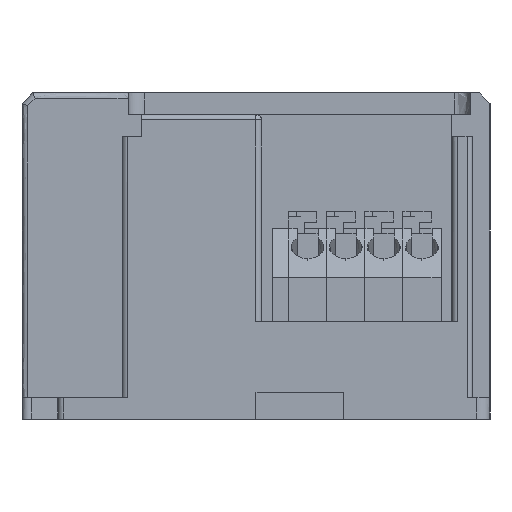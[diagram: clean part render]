
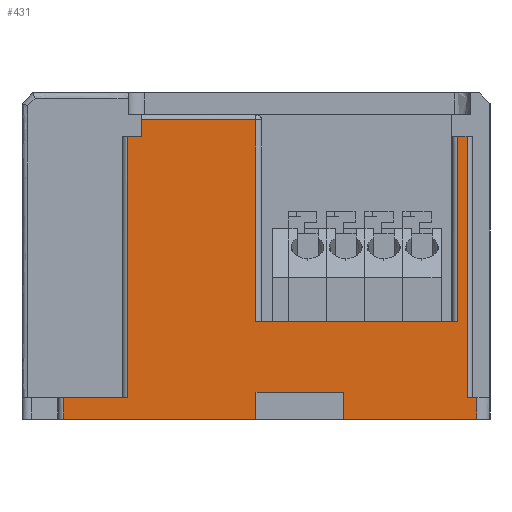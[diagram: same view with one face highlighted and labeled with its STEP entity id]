
A CAD part, left-side view. The second image highlights one B-rep face of the part: STEP entity #431.
In plain terms, the highlighted planar face has unit normal (-1, 0, 0).
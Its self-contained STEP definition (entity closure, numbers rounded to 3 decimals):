
#431=ADVANCED_FACE('',(#1124),#10865,.T.);
#1124=FACE_OUTER_BOUND('',#1832,.T.);
#1832=EDGE_LOOP('',(#3921,#3922,#3923,#3924,#3925,#3926,#3927,#3928,#3929,
#3930,#3931,#3932,#3933,#3934,#3935,#3936,#3937,#3938));
#3921=ORIENTED_EDGE('',*,*,#6706,.T.);
#3922=ORIENTED_EDGE('',*,*,#6707,.T.);
#3923=ORIENTED_EDGE('',*,*,#6638,.F.);
#3924=ORIENTED_EDGE('',*,*,#6708,.T.);
#3925=ORIENTED_EDGE('',*,*,#6613,.F.);
#3926=ORIENTED_EDGE('',*,*,#6709,.T.);
#3927=ORIENTED_EDGE('',*,*,#6504,.F.);
#3928=ORIENTED_EDGE('',*,*,#6516,.T.);
#3929=ORIENTED_EDGE('',*,*,#6521,.F.);
#3930=ORIENTED_EDGE('',*,*,#6519,.T.);
#3931=ORIENTED_EDGE('',*,*,#6512,.F.);
#3932=ORIENTED_EDGE('',*,*,#6710,.T.);
#3933=ORIENTED_EDGE('',*,*,#6623,.F.);
#3934=ORIENTED_EDGE('',*,*,#6711,.T.);
#3935=ORIENTED_EDGE('',*,*,#6647,.F.);
#3936=ORIENTED_EDGE('',*,*,#6712,.T.);
#3937=ORIENTED_EDGE('',*,*,#6713,.T.);
#3938=ORIENTED_EDGE('',*,*,#6714,.T.);
#6504=EDGE_CURVE('',#9872,#9873,#8215,.T.);
#6512=EDGE_CURVE('',#9892,#9893,#8223,.T.);
#6516=EDGE_CURVE('',#9872,#9895,#8227,.T.);
#6519=EDGE_CURVE('',#9897,#9893,#8230,.T.);
#6521=EDGE_CURVE('',#9897,#9895,#8232,.T.);
#6613=EDGE_CURVE('',#9982,#9983,#8320,.T.);
#6623=EDGE_CURVE('',#10004,#10005,#8330,.T.);
#6638=EDGE_CURVE('',#10022,#10023,#8345,.T.);
#6647=EDGE_CURVE('',#10035,#10036,#8354,.T.);
#6706=EDGE_CURVE('',#10067,#10068,#8398,.T.);
#6707=EDGE_CURVE('',#10068,#10023,#8399,.T.);
#6708=EDGE_CURVE('',#10022,#9983,#8400,.T.);
#6709=EDGE_CURVE('',#9982,#9873,#8401,.T.);
#6710=EDGE_CURVE('',#9892,#10005,#8402,.T.);
#6711=EDGE_CURVE('',#10004,#10036,#8403,.T.);
#6712=EDGE_CURVE('',#10035,#10069,#8404,.T.);
#6713=EDGE_CURVE('',#10069,#10070,#8405,.T.);
#6714=EDGE_CURVE('',#10070,#10067,#8406,.T.);
#8215=B_SPLINE_CURVE_WITH_KNOTS('',1,(#16161,#16162),.UNSPECIFIED.,.F.,
 .F.,(2,2),(1.3,18.994),.UNSPECIFIED.);
#8223=B_SPLINE_CURVE_WITH_KNOTS('',1,(#16177,#16178),.UNSPECIFIED.,.F.,
 .F.,(2,2),(129.756,142.056),.UNSPECIFIED.);
#8227=B_SPLINE_CURVE_WITH_KNOTS('',1,(#16185,#16186),.UNSPECIFIED.,.F.,
 .F.,(2,2),(0.,2.5),.UNSPECIFIED.);
#8230=B_SPLINE_CURVE_WITH_KNOTS('',1,(#16191,#16192),.UNSPECIFIED.,.F.,
 .F.,(2,2),(0.,2.5),.UNSPECIFIED.);
#8232=B_SPLINE_CURVE_WITH_KNOTS('',1,(#16195,#16196),.UNSPECIFIED.,.F.,
 .F.,(2,2),(0.,8.),.UNSPECIFIED.);
#8320=B_SPLINE_CURVE_WITH_KNOTS('',1,(#16403,#16404),.UNSPECIFIED.,.F.,
 .F.,(2,2),(0.,5.894),.UNSPECIFIED.);
#8330=B_SPLINE_CURVE_WITH_KNOTS('',1,(#16423,#16424),.UNSPECIFIED.,.F.,
 .F.,(2,2),(0.,0.9),.UNSPECIFIED.);
#8345=B_SPLINE_CURVE_WITH_KNOTS('',1,(#16453,#16454),.UNSPECIFIED.,.F.,
 .F.,(2,2),(0.,1.3),.UNSPECIFIED.);
#8354=B_SPLINE_CURVE_WITH_KNOTS('',1,(#16471,#16472),.UNSPECIFIED.,.F.,
 .F.,(2,2),(0.,0.9),.UNSPECIFIED.);
#8398=B_SPLINE_CURVE_WITH_KNOTS('',1,(#16604,#16605),.UNSPECIFIED.,.F.,
 .F.,(2,2),(0.,10.5),.UNSPECIFIED.);
#8399=B_SPLINE_CURVE_WITH_KNOTS('',1,(#16606,#16607),.UNSPECIFIED.,.F.,
 .F.,(2,2),(0.,1.5),.UNSPECIFIED.);
#8400=B_SPLINE_CURVE_WITH_KNOTS('',1,(#16608,#16609),.UNSPECIFIED.,.F.,
 .F.,(2,2),(0.,24.),.UNSPECIFIED.);
#8401=B_SPLINE_CURVE_WITH_KNOTS('',1,(#16610,#16611),.UNSPECIFIED.,.F.,
 .F.,(2,2),(0.,2.),.UNSPECIFIED.);
#8402=B_SPLINE_CURVE_WITH_KNOTS('',1,(#16612,#16613),.UNSPECIFIED.,.F.,
 .F.,(2,2),(0.,2.),.UNSPECIFIED.);
#8403=B_SPLINE_CURVE_WITH_KNOTS('',1,(#16614,#16615),.UNSPECIFIED.,.F.,
 .F.,(2,2),(0.,24.),.UNSPECIFIED.);
#8404=B_SPLINE_CURVE_WITH_KNOTS('',1,(#16616,#16617),.UNSPECIFIED.,.F.,
 .F.,(2,2),(0.,17.),.UNSPECIFIED.);
#8405=B_SPLINE_CURVE_WITH_KNOTS('',1,(#16618,#16619),.UNSPECIFIED.,.F.,
 .F.,(2,2),(0.,18.5),.UNSPECIFIED.);
#8406=B_SPLINE_CURVE_WITH_KNOTS('',1,(#16620,#16621),.UNSPECIFIED.,.F.,
 .F.,(2,2),(0.,18.5),.UNSPECIFIED.);
#9872=VERTEX_POINT('',#15947);
#9873=VERTEX_POINT('',#15948);
#9892=VERTEX_POINT('',#15967);
#9893=VERTEX_POINT('',#15968);
#9895=VERTEX_POINT('',#15970);
#9897=VERTEX_POINT('',#15972);
#9982=VERTEX_POINT('',#16057);
#9983=VERTEX_POINT('',#16058);
#10004=VERTEX_POINT('',#16079);
#10005=VERTEX_POINT('',#16080);
#10022=VERTEX_POINT('',#16097);
#10023=VERTEX_POINT('',#16098);
#10035=VERTEX_POINT('',#16110);
#10036=VERTEX_POINT('',#16111);
#10067=VERTEX_POINT('',#16142);
#10068=VERTEX_POINT('',#16143);
#10069=VERTEX_POINT('',#16144);
#10070=VERTEX_POINT('',#16145);
#10865=PLANE('',#11528);
#11528=AXIS2_PLACEMENT_3D('',#15741,#12044,$);
#12044=DIRECTION('',(-1.,0.,0.));
#15741=CARTESIAN_POINT('',(-48.5,32.694,-15.));
#15947=CARTESIAN_POINT('',(-48.5,15.,-15.));
#15948=CARTESIAN_POINT('',(-48.5,32.694,-15.));
#15967=CARTESIAN_POINT('',(-48.5,-5.3,-15.));
#15968=CARTESIAN_POINT('',(-48.5,7.,-15.));
#15970=CARTESIAN_POINT('',(-48.5,15.,-12.5));
#15972=CARTESIAN_POINT('',(-48.5,7.,-12.5));
#16057=CARTESIAN_POINT('',(-48.5,32.694,-13.));
#16058=CARTESIAN_POINT('',(-48.5,26.8,-13.));
#16079=CARTESIAN_POINT('',(-48.5,-4.4,-13.));
#16080=CARTESIAN_POINT('',(-48.5,-5.3,-13.));
#16097=CARTESIAN_POINT('',(-48.5,26.8,11.));
#16098=CARTESIAN_POINT('',(-48.5,25.5,11.));
#16110=CARTESIAN_POINT('',(-48.5,-3.5,11.));
#16111=CARTESIAN_POINT('',(-48.5,-4.4,11.));
#16142=CARTESIAN_POINT('',(-48.5,15.,12.5));
#16143=CARTESIAN_POINT('',(-48.5,25.5,12.5));
#16144=CARTESIAN_POINT('',(-48.5,-3.5,-6.));
#16145=CARTESIAN_POINT('',(-48.5,15.,-6.));
#16161=CARTESIAN_POINT('',(-48.5,15.,-15.));
#16162=CARTESIAN_POINT('',(-48.5,32.694,-15.));
#16177=CARTESIAN_POINT('',(-48.5,-5.3,-15.));
#16178=CARTESIAN_POINT('',(-48.5,7.,-15.));
#16185=CARTESIAN_POINT('',(-48.5,15.,-15.));
#16186=CARTESIAN_POINT('',(-48.5,15.,-12.5));
#16191=CARTESIAN_POINT('',(-48.5,7.,-12.5));
#16192=CARTESIAN_POINT('',(-48.5,7.,-15.));
#16195=CARTESIAN_POINT('',(-48.5,7.,-12.5));
#16196=CARTESIAN_POINT('',(-48.5,15.,-12.5));
#16403=CARTESIAN_POINT('',(-48.5,32.694,-13.));
#16404=CARTESIAN_POINT('',(-48.5,26.8,-13.));
#16423=CARTESIAN_POINT('',(-48.5,-4.4,-13.));
#16424=CARTESIAN_POINT('',(-48.5,-5.3,-13.));
#16453=CARTESIAN_POINT('',(-48.5,26.8,11.));
#16454=CARTESIAN_POINT('',(-48.5,25.5,11.));
#16471=CARTESIAN_POINT('',(-48.5,-3.5,11.));
#16472=CARTESIAN_POINT('',(-48.5,-4.4,11.));
#16604=CARTESIAN_POINT('',(-48.5,15.,12.5));
#16605=CARTESIAN_POINT('',(-48.5,25.5,12.5));
#16606=CARTESIAN_POINT('',(-48.5,25.5,12.5));
#16607=CARTESIAN_POINT('',(-48.5,25.5,11.));
#16608=CARTESIAN_POINT('',(-48.5,26.8,11.));
#16609=CARTESIAN_POINT('',(-48.5,26.8,-13.));
#16610=CARTESIAN_POINT('',(-48.5,32.694,-13.));
#16611=CARTESIAN_POINT('',(-48.5,32.694,-15.));
#16612=CARTESIAN_POINT('',(-48.5,-5.3,-15.));
#16613=CARTESIAN_POINT('',(-48.5,-5.3,-13.));
#16614=CARTESIAN_POINT('',(-48.5,-4.4,-13.));
#16615=CARTESIAN_POINT('',(-48.5,-4.4,11.));
#16616=CARTESIAN_POINT('',(-48.5,-3.5,11.));
#16617=CARTESIAN_POINT('',(-48.5,-3.5,-6.));
#16618=CARTESIAN_POINT('',(-48.5,-3.5,-6.));
#16619=CARTESIAN_POINT('',(-48.5,15.,-6.));
#16620=CARTESIAN_POINT('',(-48.5,15.,-6.));
#16621=CARTESIAN_POINT('',(-48.5,15.,12.5));
